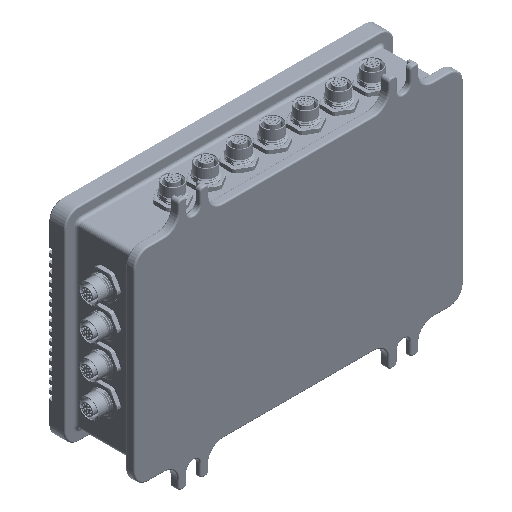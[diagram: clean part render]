
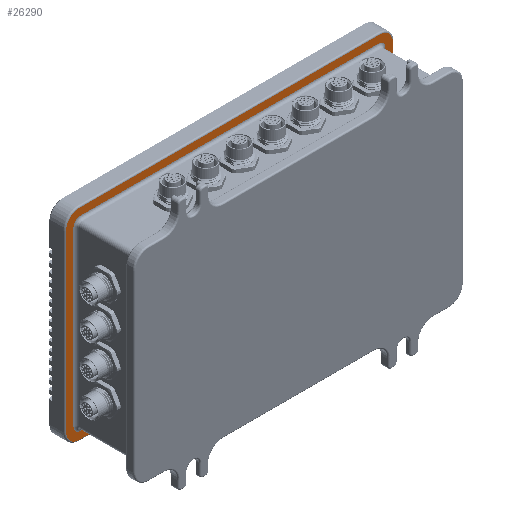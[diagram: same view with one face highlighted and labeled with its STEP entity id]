
A CAD part, isometric view. The second image highlights one B-rep face of the part: STEP entity #26290.
In plain terms, the highlighted planar face has unit normal (0, -1, 0).
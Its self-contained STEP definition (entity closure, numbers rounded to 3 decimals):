
#1592 = CARTESIAN_POINT ( 'NONE',  ( 0., 44.5, -64.5 ) ) ;
#8527 = VECTOR ( 'NONE', #52168, 1000. ) ;
#9927 = DIRECTION ( 'NONE',  ( 1., 0., 0. ) ) ;
#14948 = VERTEX_POINT ( 'NONE', #133845 ) ;
#17683 = EDGE_CURVE ( 'NONE', #154950, #21456, #124431, .T. ) ;
#17824 = DIRECTION ( 'NONE',  ( 0., 0., 1. ) ) ;
#18033 = CARTESIAN_POINT ( 'NONE',  ( 104., 44.5, 60.5 ) ) ;
#19591 = CARTESIAN_POINT ( 'NONE',  ( 108., 44.5, 0. ) ) ;
#21089 = CARTESIAN_POINT ( 'NONE',  ( -104., 44.5, -69.5 ) ) ;
#21135 = AXIS2_PLACEMENT_3D ( 'NONE', #91376, #119111, #137830 ) ;
#21456 = VERTEX_POINT ( 'NONE', #74639 ) ;
#22094 = AXIS2_PLACEMENT_3D ( 'NONE', #18033, #75470, #60634 ) ;
#24296 = DIRECTION ( 'NONE',  ( 0., -1., 0. ) ) ;
#26290 = ADVANCED_FACE ( 'NONE', ( #114469, #100612 ), #146097, .F. ) ;
#26419 = ORIENTED_EDGE ( 'NONE', *, *, #61357, .T. ) ;
#30441 = CARTESIAN_POINT ( 'NONE',  ( 103., 44.5, 59.5 ) ) ;
#31059 = AXIS2_PLACEMENT_3D ( 'NONE', #95902, #143298, #142365 ) ;
#31664 = LINE ( 'NONE', #45538, #88769 ) ;
#35218 = EDGE_CURVE ( 'NONE', #83891, #14948, #31664, .T. ) ;
#36148 = CARTESIAN_POINT ( 'NONE',  ( -103., 44.5, -59.5 ) ) ;
#38855 = CIRCLE ( 'NONE', #152492, 5. ) ;
#39711 = EDGE_CURVE ( 'NONE', #180394, #154950, #38855, .T. ) ;
#43419 = ORIENTED_EDGE ( 'NONE', *, *, #82942, .T. ) ;
#45192 = DIRECTION ( 'NONE',  ( -1., 0., 0. ) ) ;
#45538 = CARTESIAN_POINT ( 'NONE',  ( -104., 44.5, 69.5 ) ) ;
#46275 = EDGE_CURVE ( 'NONE', #131508, #180394, #114115, .T. ) ;
#46344 = DIRECTION ( 'NONE',  ( 0., 0., -1. ) ) ;
#48474 = EDGE_CURVE ( 'NONE', #141467, #127325, #60207, .T. ) ;
#48885 = CARTESIAN_POINT ( 'NONE',  ( 103., 44.5, -64.5 ) ) ;
#52168 = DIRECTION ( 'NONE',  ( 0., 0., -1. ) ) ;
#53544 = VECTOR ( 'NONE', #164963, 1000. ) ;
#57110 = CARTESIAN_POINT ( 'NONE',  ( 0., 44.5, 0. ) ) ;
#57768 = CARTESIAN_POINT ( 'NONE',  ( 108., 44.5, 59.5 ) ) ;
#60162 = ORIENTED_EDGE ( 'NONE', *, *, #48474, .T. ) ;
#60207 = LINE ( 'NONE', #181817, #128313 ) ;
#60634 = DIRECTION ( 'NONE',  ( 0., 0., 1. ) ) ;
#60739 = ORIENTED_EDGE ( 'NONE', *, *, #46275, .T. ) ;
#60766 = CIRCLE ( 'NONE', #183839, 9. ) ;
#61357 = EDGE_CURVE ( 'NONE', #21456, #116809, #172737, .T. ) ;
#62761 = CARTESIAN_POINT ( 'NONE',  ( 113., 44.5, 60.5 ) ) ;
#64033 = ORIENTED_EDGE ( 'NONE', *, *, #153370, .T. ) ;
#64162 = CARTESIAN_POINT ( 'NONE',  ( 113., 44.5, -60.5 ) ) ;
#66823 = EDGE_CURVE ( 'NONE', #132149, #113303, #83183, .T. ) ;
#67533 = EDGE_CURVE ( 'NONE', #97967, #83891, #75891, .T. ) ;
#73580 = CARTESIAN_POINT ( 'NONE',  ( 104., 44.5, -69.5 ) ) ;
#74639 = CARTESIAN_POINT ( 'NONE',  ( 108., 44.5, -59.5 ) ) ;
#75470 = DIRECTION ( 'NONE',  ( 0., -1., 0. ) ) ;
#75891 = CIRCLE ( 'NONE', #22094, 9. ) ;
#76186 = DIRECTION ( 'NONE',  ( -1., 0., 0. ) ) ;
#81554 = EDGE_CURVE ( 'NONE', #116809, #143106, #152889, .T. ) ;
#82882 = DIRECTION ( 'NONE',  ( 0., 0., 1. ) ) ;
#82942 = EDGE_CURVE ( 'NONE', #172080, #97967, #127399, .T. ) ;
#83183 = LINE ( 'NONE', #84189, #53544 ) ;
#83891 = VERTEX_POINT ( 'NONE', #90224 ) ;
#84189 = CARTESIAN_POINT ( 'NONE',  ( -108., 44.5, 0. ) ) ;
#84245 = AXIS2_PLACEMENT_3D ( 'NONE', #57110, #163893, #132279 ) ;
#84271 = ORIENTED_EDGE ( 'NONE', *, *, #102491, .T. ) ;
#86675 = EDGE_CURVE ( 'NONE', #127325, #136538, #60766, .T. ) ;
#86891 = DIRECTION ( 'NONE',  ( 0., -1., 0. ) ) ;
#88769 = VECTOR ( 'NONE', #76186, 1000. ) ;
#88916 = CARTESIAN_POINT ( 'NONE',  ( -108., 44.5, 59.5 ) ) ;
#90224 = CARTESIAN_POINT ( 'NONE',  ( 104., 44.5, 69.5 ) ) ;
#90989 = CARTESIAN_POINT ( 'NONE',  ( -103., 44.5, -64.5 ) ) ;
#91376 = CARTESIAN_POINT ( 'NONE',  ( 103., 44.5, -59.5 ) ) ;
#95902 = CARTESIAN_POINT ( 'NONE',  ( -104., 44.5, 60.5 ) ) ;
#96142 = EDGE_CURVE ( 'NONE', #136538, #121890, #190951, .T. ) ;
#97967 = VERTEX_POINT ( 'NONE', #62761 ) ;
#100409 = VECTOR ( 'NONE', #9927, 1000. ) ;
#100612 = FACE_OUTER_BOUND ( 'NONE', #188666, .T. ) ;
#102365 = DIRECTION ( 'NONE',  ( 0., 0., 1. ) ) ;
#102491 = EDGE_CURVE ( 'NONE', #14948, #141467, #173185, .T. ) ;
#108112 = EDGE_CURVE ( 'NONE', #143106, #132149, #158334, .T. ) ;
#109033 = ORIENTED_EDGE ( 'NONE', *, *, #66823, .T. ) ;
#112287 = DIRECTION ( 'NONE',  ( 0., 0., 1. ) ) ;
#112649 = VECTOR ( 'NONE', #173453, 1000. ) ;
#113011 = EDGE_CURVE ( 'NONE', #113303, #131508, #181067, .T. ) ;
#113303 = VERTEX_POINT ( 'NONE', #88916 ) ;
#114115 = LINE ( 'NONE', #127967, #112649 ) ;
#114469 = FACE_BOUND ( 'NONE', #168732, .T. ) ;
#115559 = DIRECTION ( 'NONE',  ( 0., 0., 1. ) ) ;
#116809 = VERTEX_POINT ( 'NONE', #48885 ) ;
#116810 = AXIS2_PLACEMENT_3D ( 'NONE', #143918, #24296, #102365 ) ;
#119111 = DIRECTION ( 'NONE',  ( 0., 1., 0. ) ) ;
#121414 = DIRECTION ( 'NONE',  ( 0., 1., 0. ) ) ;
#121890 = VERTEX_POINT ( 'NONE', #73580 ) ;
#124431 = LINE ( 'NONE', #19591, #8527 ) ;
#127325 = VERTEX_POINT ( 'NONE', #185656 ) ;
#127399 = LINE ( 'NONE', #187741, #135618 ) ;
#127967 = CARTESIAN_POINT ( 'NONE',  ( 0., 44.5, 64.5 ) ) ;
#128313 = VECTOR ( 'NONE', #46344, 1000. ) ;
#130767 = ORIENTED_EDGE ( 'NONE', *, *, #39711, .T. ) ;
#131508 = VERTEX_POINT ( 'NONE', #137498 ) ;
#131725 = ORIENTED_EDGE ( 'NONE', *, *, #86675, .T. ) ;
#132149 = VERTEX_POINT ( 'NONE', #148496 ) ;
#132279 = DIRECTION ( 'NONE',  ( 1., 0., 0. ) ) ;
#132665 = VECTOR ( 'NONE', #45192, 1000. ) ;
#132739 = ORIENTED_EDGE ( 'NONE', *, *, #81554, .T. ) ;
#133796 = AXIS2_PLACEMENT_3D ( 'NONE', #153304, #137523, #17824 ) ;
#133845 = CARTESIAN_POINT ( 'NONE',  ( -104., 44.5, 69.5 ) ) ;
#135618 = VECTOR ( 'NONE', #82882, 1000. ) ;
#136538 = VERTEX_POINT ( 'NONE', #21089 ) ;
#136746 = ORIENTED_EDGE ( 'NONE', *, *, #17683, .T. ) ;
#137498 = CARTESIAN_POINT ( 'NONE',  ( -103., 44.5, 64.5 ) ) ;
#137523 = DIRECTION ( 'NONE',  ( 0., 1., 0. ) ) ;
#137830 = DIRECTION ( 'NONE',  ( 0., 0., 1. ) ) ;
#139319 = AXIS2_PLACEMENT_3D ( 'NONE', #36148, #169707, #112287 ) ;
#141467 = VERTEX_POINT ( 'NONE', #172345 ) ;
#141683 = ORIENTED_EDGE ( 'NONE', *, *, #67533, .T. ) ;
#142365 = DIRECTION ( 'NONE',  ( 0., 0., 1. ) ) ;
#143106 = VERTEX_POINT ( 'NONE', #90989 ) ;
#143298 = DIRECTION ( 'NONE',  ( 0., -1., 0. ) ) ;
#143441 = CARTESIAN_POINT ( 'NONE',  ( 104., 44.5, -69.5 ) ) ;
#143918 = CARTESIAN_POINT ( 'NONE',  ( 104., 44.5, -60.5 ) ) ;
#146097 = PLANE ( 'NONE',  #84245 ) ;
#148496 = CARTESIAN_POINT ( 'NONE',  ( -108., 44.5, -59.5 ) ) ;
#152492 = AXIS2_PLACEMENT_3D ( 'NONE', #30441, #121414, #181731 ) ;
#152889 = LINE ( 'NONE', #1592, #132665 ) ;
#153304 = CARTESIAN_POINT ( 'NONE',  ( -103., 44.5, 59.5 ) ) ;
#153370 = EDGE_CURVE ( 'NONE', #121890, #172080, #173687, .T. ) ;
#153512 = CARTESIAN_POINT ( 'NONE',  ( 103., 44.5, 64.5 ) ) ;
#154016 = ORIENTED_EDGE ( 'NONE', *, *, #108112, .T. ) ;
#154950 = VERTEX_POINT ( 'NONE', #57768 ) ;
#158334 = CIRCLE ( 'NONE', #139319, 5. ) ;
#161585 = ORIENTED_EDGE ( 'NONE', *, *, #96142, .T. ) ;
#163893 = DIRECTION ( 'NONE',  ( 0., 1., 0. ) ) ;
#164963 = DIRECTION ( 'NONE',  ( 0., 0., 1. ) ) ;
#168732 = EDGE_LOOP ( 'NONE', ( #109033, #177935, #60739, #130767, #136746, #26419, #132739, #154016 ) ) ;
#169707 = DIRECTION ( 'NONE',  ( 0., 1., 0. ) ) ;
#171508 = ORIENTED_EDGE ( 'NONE', *, *, #35218, .T. ) ;
#172080 = VERTEX_POINT ( 'NONE', #64162 ) ;
#172345 = CARTESIAN_POINT ( 'NONE',  ( -113., 44.5, 60.5 ) ) ;
#172737 = CIRCLE ( 'NONE', #21135, 5. ) ;
#173185 = CIRCLE ( 'NONE', #31059, 9. ) ;
#173453 = DIRECTION ( 'NONE',  ( 1., 0., 0. ) ) ;
#173687 = CIRCLE ( 'NONE', #116810, 9. ) ;
#177935 = ORIENTED_EDGE ( 'NONE', *, *, #113011, .T. ) ;
#180394 = VERTEX_POINT ( 'NONE', #153512 ) ;
#181067 = CIRCLE ( 'NONE', #133796, 5. ) ;
#181731 = DIRECTION ( 'NONE',  ( 0., 0., 1. ) ) ;
#181817 = CARTESIAN_POINT ( 'NONE',  ( -113., 44.5, -60.5 ) ) ;
#183839 = AXIS2_PLACEMENT_3D ( 'NONE', #195683, #86891, #115559 ) ;
#185656 = CARTESIAN_POINT ( 'NONE',  ( -113., 44.5, -60.5 ) ) ;
#187741 = CARTESIAN_POINT ( 'NONE',  ( 113., 44.5, 60.5 ) ) ;
#188666 = EDGE_LOOP ( 'NONE', ( #60162, #131725, #161585, #64033, #43419, #141683, #171508, #84271 ) ) ;
#190951 = LINE ( 'NONE', #143441, #100409 ) ;
#195683 = CARTESIAN_POINT ( 'NONE',  ( -104., 44.5, -60.5 ) ) ;
